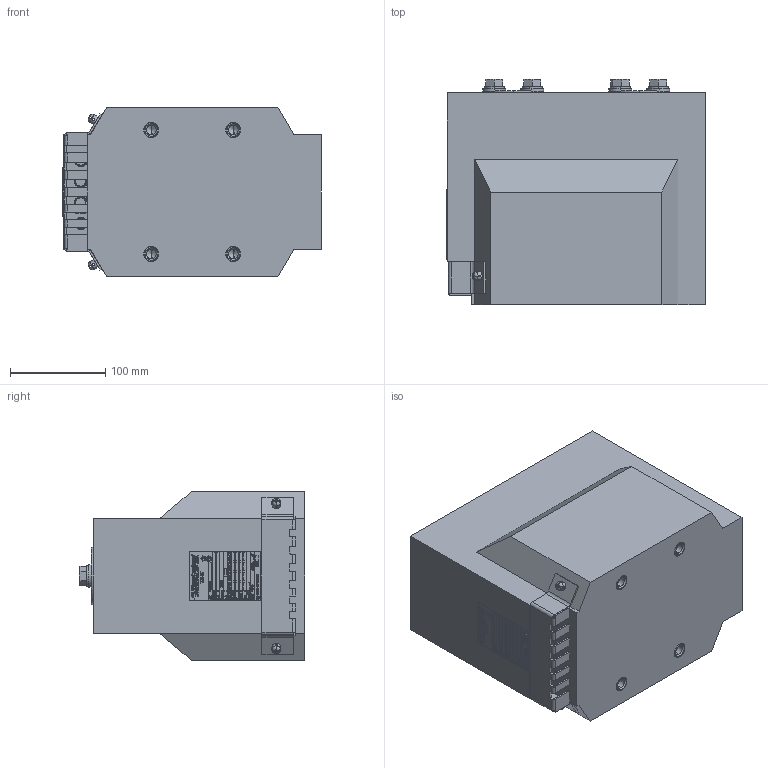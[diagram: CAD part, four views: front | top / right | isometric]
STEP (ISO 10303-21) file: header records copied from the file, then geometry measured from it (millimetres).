
FILE_DESCRIPTION (( 'STEP AP214' ), '1' );
FILE_NAME ('ﾒﾋﾊ-ﾑﾒ-10-8.3 (5ﾀ-1500ﾀ).STEP', '2023-06-23T07:36:41', ( '' ), ( '' ), 'SwSTEP 2.0', 'SolidWorks 2014', '' );
FILE_SCHEMA (( 'AUTOMOTIVE_DESIGN' ));
Length unit declared in the file: millimetre
Products named in the file (53): Êîìïàóíä ÒËÊ-ÑÒ-10-8.3_5€-1500€; ﾘ琺矜 12.01.016 ﾃﾎﾑﾒ11371-70 (DIN125A); 屡扔.758181.002 妈眚 镫铎徼痤忸黜; plain washer hardened grade a_din; ÂÅÈÓ.754312.182À Òàáëè÷êà òåõíè÷åñêèõ äàííûõ ÒËÊ-ÑÒ_; Áîëò Ì12õ30.58.019 ÃÎÑÒ7805-70 (DIN933); hex screw gradec_din; .006 侲膰翴籦鴀_; curved spring lock washer_din; Êîìïàóíä ÒËÊ-ÑÒ-10-8.3; .008 Êðûøêà çàùèòíàÿ (ÒËÊ-ÑÒ-10-7); ﾒﾋﾊ-ﾑﾒ-10-8.3 (5ﾀ-1500ﾀ); .007 蹴濋趌; .006 Ãàéêà ñïåöèàëüíàÿ_; ÂÅÈÓ.754312.182À Òàáëè÷êà òåõíè÷åñêèõ äàííûõ ÒËÊ-ÑÒ__-00; .006 Ãàéêà ñïåöèàëüíàÿ__00; plain washer hardened grade a_din_Washer DIN 125 - A 6.4 - 300HV; hex screw gradec_din_ISO 4018 - M6 x 12-NN; ﾘ琺矜 12.65ﾃ.019 ﾃﾎﾑﾒ6402-70 (DIN127B); curved spring lock washer_din_Spring washer DIN 128 - A6; .008 Êðûøêà çàùèòíàÿ (ÒËÊ-ÑÒ-10-7)_-01; .007 蹴濋趌_-01
Assembly tree (39 placements, depth 2):
  ﾘ琺矜 12.01.016 ﾃﾎﾑﾒ11371-70 (DIN125A)
  屡扔.758181.002 妈眚 镫铎徼痤忸黜
  ﾘ琺矜 12.01.016 ﾃﾎﾑﾒ11371-70 (DIN125A)
  plain washer hardened grade a_din
  ÂÅÈÓ.754312.182À Òàáëè÷êà òåõíè÷åñêèõ äàííûõ ÒËÊ-ÑÒ_
Bounding box: 270.6 x 236.55 x 178 mm (x, y, z)
Volume: 8746388.4 mm3; surface area: 361066.4 mm2
Topology: 39 solids, 39 shells, 3788 faces, 9807 edges, 6408 vertices
Faces by surface type: plane 2188, bspline 1042, cylinder 328, cone 194, torus 36
Entity records: 180617 total; most frequent: CARTESIAN_POINT 74292, ORIENTED_EDGE 17682, DIRECTION 11832, EDGE_CURVE 8841, VECTOR 6282, LINE 6282, VERTEX_POINT 5839, EDGE_LOOP 3688
